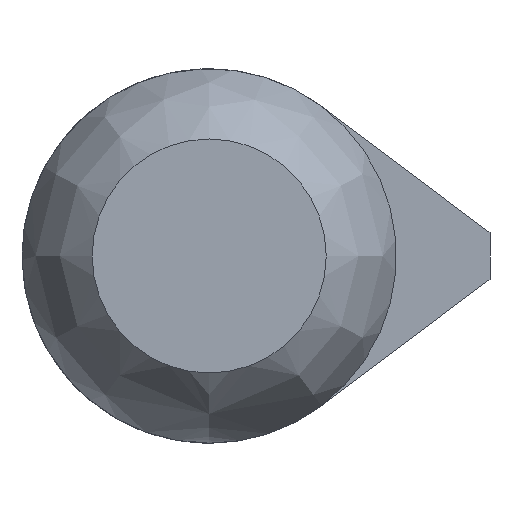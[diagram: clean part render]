
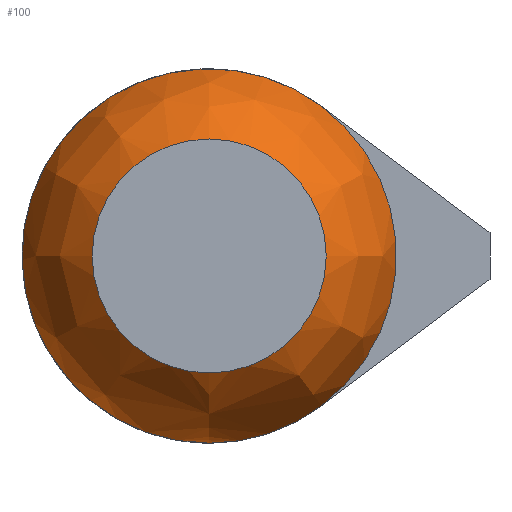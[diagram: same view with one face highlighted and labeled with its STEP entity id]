
A CAD part, front view. The second image highlights one B-rep face of the part: STEP entity #100.
In plain terms, the highlighted free-form (B-spline) face has degree [3, 3] with [4, 7] control points.
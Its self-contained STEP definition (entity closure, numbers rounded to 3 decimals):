
#100 = ADVANCED_FACE( '', ( #207, #208 ), #209, .T. );
#207 = FACE_OUTER_BOUND( '', #375, .T. );
#208 = FACE_OUTER_BOUND( '', #376, .T. );
#209 = ( BOUNDED_SURFACE(  )B_SPLINE_SURFACE( 3, 3, ( ( #379, #380, #381, #382, #383, #384, #385 ), ( #386, #387, #388, #389, #390, #391, #392 ), ( #393, #394, #395, #396, #397, #398, #399 ), ( #400, #401, #402, #403, #404, #405, #406 ) ), .UNSPECIFIED., .F., .T., .F. )B_SPLINE_SURFACE_WITH_KNOTS( ( 4, 4 ), ( 4, 3, 4 ), ( 0., 6.283 ), ( 0.191, 0.588, 0.985 ), .UNSPECIFIED. )GEOMETRIC_REPRESENTATION_ITEM(  )RATIONAL_B_SPLINE_SURFACE( ( ( 1., 0.333, 0.333, 1., 0.333, 0.333, 1. ), ( 0.948, 0.316, 0.316, 0.948, 0.316, 0.316, 0.948 ), ( 0.948, 0.316, 0.316, 0.948, 0.316, 0.316, 0.948 ), ( 1., 0.333, 0.333, 1., 0.333, 0.333, 1. ) ) )REPRESENTATION_ITEM( '' )SURFACE(  ) );
#375 = EDGE_LOOP( '', ( #583, #584 ) );
#376 = EDGE_LOOP( '', ( #585 ) );
#379 = CARTESIAN_POINT( '', ( 0., -49., -5. ) );
#380 = CARTESIAN_POINT( '', ( 10., -49., -5. ) );
#381 = CARTESIAN_POINT( '', ( 10., -49., 5. ) );
#382 = CARTESIAN_POINT( '', ( 0., -49., 5. ) );
#383 = CARTESIAN_POINT( '', ( -10., -49., 5. ) );
#384 = CARTESIAN_POINT( '', ( -10., -49., -5. ) );
#385 = CARTESIAN_POINT( '', ( 0., -49., -5. ) );
#386 = CARTESIAN_POINT( '', ( 0., -47.948, -6.584 ) );
#387 = CARTESIAN_POINT( '', ( 13.168, -47.948, -6.584 ) );
#388 = CARTESIAN_POINT( '', ( 13.168, -47.948, 6.584 ) );
#389 = CARTESIAN_POINT( '', ( 0., -47.948, 6.584 ) );
#390 = CARTESIAN_POINT( '', ( -13.168, -47.948, 6.584 ) );
#391 = CARTESIAN_POINT( '', ( -13.168, -47.948, -6.584 ) );
#392 = CARTESIAN_POINT( '', ( 0., -47.948, -6.584 ) );
#393 = CARTESIAN_POINT( '', ( 0., -46.366, -7.638 ) );
#394 = CARTESIAN_POINT( '', ( 15.277, -46.366, -7.638 ) );
#395 = CARTESIAN_POINT( '', ( 15.277, -46.366, 7.638 ) );
#396 = CARTESIAN_POINT( '', ( 0., -46.366, 7.638 ) );
#397 = CARTESIAN_POINT( '', ( -15.277, -46.366, 7.638 ) );
#398 = CARTESIAN_POINT( '', ( -15.277, -46.366, -7.638 ) );
#399 = CARTESIAN_POINT( '', ( 0., -46.366, -7.638 ) );
#400 = CARTESIAN_POINT( '', ( 0., -44.5, -8. ) );
#401 = CARTESIAN_POINT( '', ( 16., -44.5, -8. ) );
#402 = CARTESIAN_POINT( '', ( 16., -44.5, 8. ) );
#403 = CARTESIAN_POINT( '', ( 0., -44.5, 8. ) );
#404 = CARTESIAN_POINT( '', ( -16., -44.5, 8. ) );
#405 = CARTESIAN_POINT( '', ( -16., -44.5, -8. ) );
#406 = CARTESIAN_POINT( '', ( 0., -44.5, -8. ) );
#583 = ORIENTED_EDGE( '', *, *, #624, .F. );
#584 = ORIENTED_EDGE( '', *, *, #617, .F. );
#585 = ORIENTED_EDGE( '', *, *, #604, .F. );
#604 = EDGE_CURVE( '', #680, #680, #681, .T. );
#617 = EDGE_CURVE( '', #696, #702, #703, .T. );
#624 = EDGE_CURVE( '', #702, #696, #713, .T. );
#680 = VERTEX_POINT( '', #778 );
#681 = CIRCLE( '', #779, 5. );
#696 = VERTEX_POINT( '', #796 );
#702 = VERTEX_POINT( '', #804 );
#703 = CIRCLE( '', #805, 8. );
#713 = CIRCLE( '', #817, 8. );
#778 = CARTESIAN_POINT( '', ( 0., -49., -5. ) );
#779 = AXIS2_PLACEMENT_3D( '', #883, #884, #885 );
#796 = CARTESIAN_POINT( '', ( 4.8, -44.5, -6.4 ) );
#804 = CARTESIAN_POINT( '', ( 4.8, -44.5, 6.4 ) );
#805 = AXIS2_PLACEMENT_3D( '', #902, #903, #904 );
#817 = AXIS2_PLACEMENT_3D( '', #913, #914, #915 );
#883 = CARTESIAN_POINT( '', ( 0., -49., 0. ) );
#884 = DIRECTION( '', ( 0., -1., 0. ) );
#885 = DIRECTION( '', ( 0., 0., -1. ) );
#902 = CARTESIAN_POINT( '', ( 0., -44.5, 0. ) );
#903 = DIRECTION( '', ( 0., 1., 0. ) );
#904 = DIRECTION( '', ( 1., 0., 0. ) );
#913 = CARTESIAN_POINT( '', ( 0., -44.5, 0. ) );
#914 = DIRECTION( '', ( 0., 1., 0. ) );
#915 = DIRECTION( '', ( 0., 0., 1. ) );
